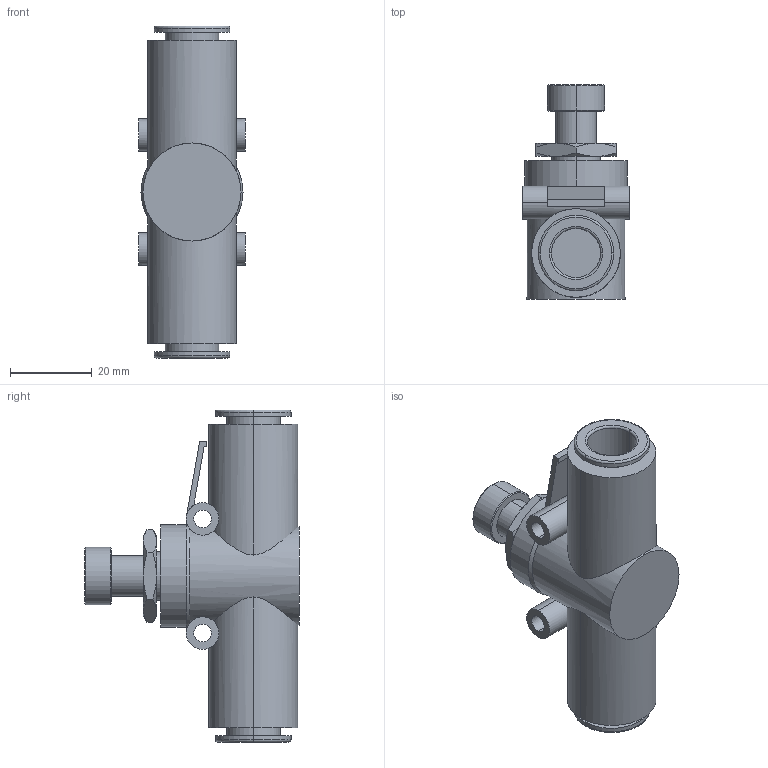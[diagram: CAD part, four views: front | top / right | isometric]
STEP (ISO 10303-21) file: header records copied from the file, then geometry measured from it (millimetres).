
FILE_DESCRIPTION (( 'STEP AP214' ), '1' );
FILE_NAME ('AS4002F-12.step.step', '2012-02-28T01:14:47', ( 'sysAdmin' ), ( 'SolidWorks' ), 'SwSTEP 2.0', 'SolidWorks 2012', '' );
FILE_SCHEMA (( 'AUTOMOTIVE_DESIGN' ));
Length unit declared in the file: millimetre
Products named in the file (2): AS4002F-12.step; AS4002F-12.step_AS Speed Controller_400-12
Assembly tree (1 placements, depth 2):
  AS4002F-12.step
    AS4002F-12.step_AS Speed Controller_400-12
Bounding box: 26.2 x 52.6 x 81.3 mm (x, y, z)
Volume: 36249.9 mm3; surface area: 13140.4 mm2
Topology: 1 solids, 1 shells, 94 faces, 215 edges, 134 vertices
Faces by surface type: cylinder 34, plane 32, cone 20, torus 8
Entity records: 3245 total; most frequent: CARTESIAN_POINT 1055, DIRECTION 465, ORIENTED_EDGE 430, EDGE_CURVE 215, AXIS2_PLACEMENT_3D 198, VERTEX_POINT 134, EDGE_LOOP 109, CIRCLE 100
